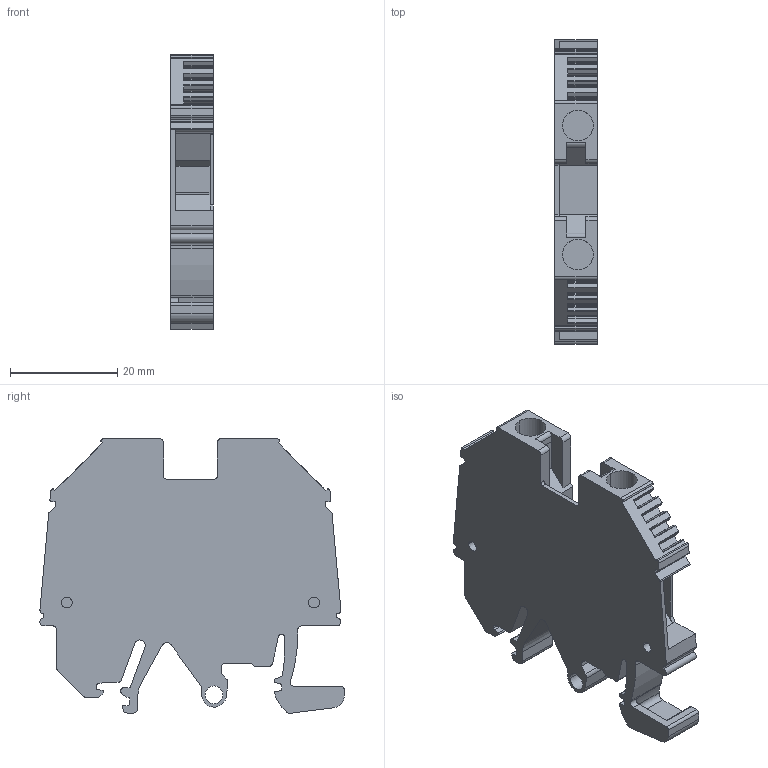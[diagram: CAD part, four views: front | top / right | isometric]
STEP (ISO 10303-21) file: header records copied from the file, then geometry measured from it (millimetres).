
FILE_DESCRIPTION(('CATIA V5 STEP Exchange','CAx-IF Rec.Pracs.--- Model Styling and Organization---1.4--- 2014-01-23'),'2;1');
FILE_NAME ('D1465092_0', '2020-01-27T08:55:57+00:00', ('none'), ('Weidmueller'), 'CATIA Version 5-6 Release 2016 SP3 HF44', 'CATIA V5 STEP AP214', 'none');
FILE_SCHEMA(('AUTOMOTIVE_DESIGN { 1 0 10303 214 1 1 1 1 }'));
Length unit declared in the file: millimetre
Products named in the file (1): 9537430000_WDU_6_SL-EN_SW
Bounding box: 7.9 x 56.6 x 51.1 mm (x, y, z)
Volume: 13703.9 mm3; surface area: 7889.8 mm2
Topology: 1 solids, 3 shells, 325 faces, 1024 edges, 711 vertices
Faces by surface type: plane 222, cylinder 91, extrusion 12
Entity records: 11079 total; most frequent: CARTESIAN_POINT 2132, ORIENTED_EDGE 2048, DIRECTION 1546, EDGE_CURVE 1024, VECTOR 824, LINE 812, VERTEX_POINT 711, AXIS2_PLACEMENT_3D 453
